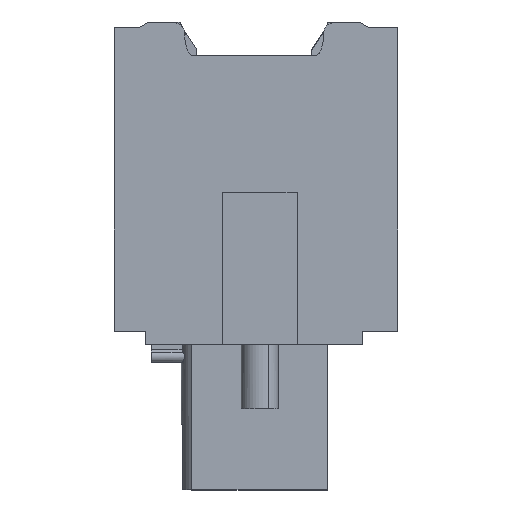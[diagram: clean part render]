
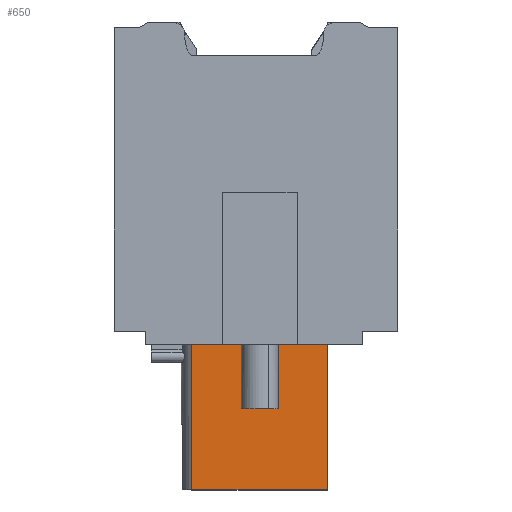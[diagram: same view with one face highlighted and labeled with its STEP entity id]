
A CAD part, left-side view. The second image highlights one B-rep face of the part: STEP entity #650.
In plain terms, the highlighted planar face has unit normal (-1, 0, 0).
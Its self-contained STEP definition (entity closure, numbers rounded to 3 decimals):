
#630=AXIS2_PLACEMENT_3D('Plane Axis2P3D',#627,#628,#629) ;
#225=CARTESIAN_POINT('Vertex',(3.625,3.779,0.)) ;
#228=CARTESIAN_POINT('Line Origine',(3.625,7.408,0.)) ;
#232=CARTESIAN_POINT('Vertex',(3.625,11.036,0.)) ;
#611=CARTESIAN_POINT('Vertex',(3.625,3.779,7.8)) ;
#614=CARTESIAN_POINT('Line Origine',(3.625,3.779,3.9)) ;
#627=CARTESIAN_POINT('Axis2P3D Location',(3.625,8.95,9.85)) ;
#632=CARTESIAN_POINT('Line Origine',(3.625,7.408,7.8)) ;
#636=CARTESIAN_POINT('Vertex',(3.625,11.036,7.8)) ;
#639=CARTESIAN_POINT('Line Origine',(3.625,11.036,3.9)) ;
#229=DIRECTION('Vector Direction',(0.,-1.,0.)) ;
#615=DIRECTION('Vector Direction',(0.,0.,-1.)) ;
#628=DIRECTION('Axis2P3D Direction',(-1.,0.,0.)) ;
#629=DIRECTION('Axis2P3D XDirection',(0.,0.,1.)) ;
#633=DIRECTION('Vector Direction',(0.,-1.,0.)) ;
#640=DIRECTION('Vector Direction',(0.,0.,-1.)) ;
#230=VECTOR('Line Direction',#229,1.) ;
#616=VECTOR('Line Direction',#615,1.) ;
#634=VECTOR('Line Direction',#633,1.) ;
#641=VECTOR('Line Direction',#640,1.) ;
#645=ORIENTED_EDGE('',*,*,#234,.T.) ;
#646=ORIENTED_EDGE('',*,*,#618,.F.) ;
#647=ORIENTED_EDGE('',*,*,#638,.F.) ;
#648=ORIENTED_EDGE('',*,*,#643,.T.) ;
#650=ADVANCED_FACE('model',(#649),#631,.T.) ;
#234=EDGE_CURVE('',#233,#226,#231,.T.) ;
#618=EDGE_CURVE('',#612,#226,#617,.T.) ;
#638=EDGE_CURVE('',#637,#612,#635,.T.) ;
#643=EDGE_CURVE('',#637,#233,#642,.T.) ;
#644=EDGE_LOOP('',(#645,#646,#647,#648)) ;
#649=FACE_OUTER_BOUND('',#644,.T.) ;
#231=LINE('Line',#228,#230) ;
#617=LINE('Line',#614,#616) ;
#635=LINE('Line',#632,#634) ;
#642=LINE('Line',#639,#641) ;
#631=PLANE('',#630) ;
#226=VERTEX_POINT('',#225) ;
#233=VERTEX_POINT('',#232) ;
#612=VERTEX_POINT('',#611) ;
#637=VERTEX_POINT('',#636) ;
